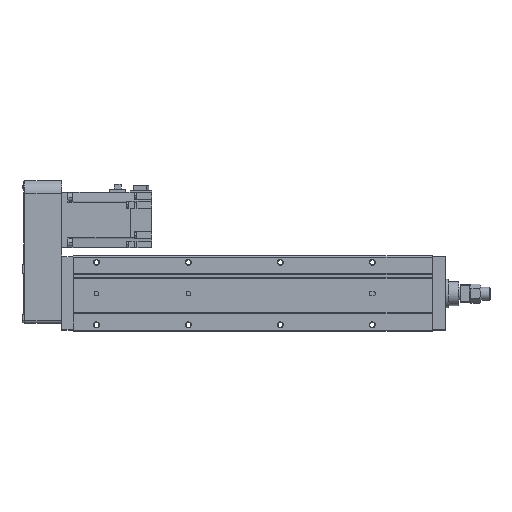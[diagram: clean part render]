
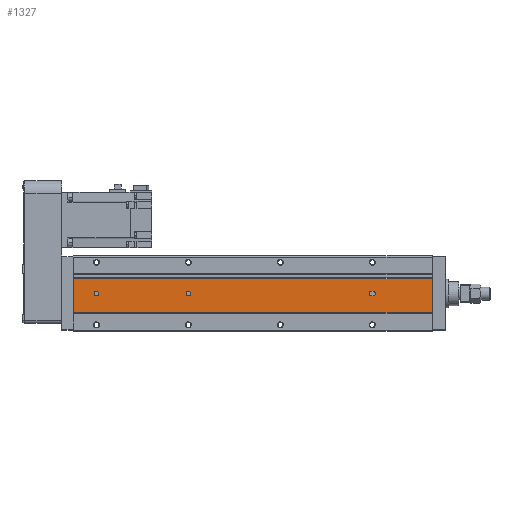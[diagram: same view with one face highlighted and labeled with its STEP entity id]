
A CAD part, front view. The second image highlights one B-rep face of the part: STEP entity #1327.
In plain terms, the highlighted planar face has unit normal (0, -1, 0).
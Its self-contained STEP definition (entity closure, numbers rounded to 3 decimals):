
#112 = DIRECTION ( 'NONE',  ( 0., -1., 0. ) ) ;
#224 = CARTESIAN_POINT ( 'NONE',  ( 390., 1., 16.4 ) ) ;
#247 = CARTESIAN_POINT ( 'NONE',  ( 324., 1., 0. ) ) ;
#494 = EDGE_CURVE ( 'NONE', #902, #659, #24995, .T. ) ;
#659 = VERTEX_POINT ( 'NONE', #18304 ) ;
#902 = VERTEX_POINT ( 'NONE', #23406 ) ;
#916 = EDGE_LOOP ( 'NONE', ( #25246, #26809, #19299, #13302 ) ) ;
#1167 = CARTESIAN_POINT ( 'NONE',  ( 0., 1., -21. ) ) ;
#1327 = ADVANCED_FACE ( 'NONE', ( #1991, #17029, #21441, #20881 ), #25571, .F. ) ;
#1626 = DIRECTION ( 'NONE',  ( 0., -1., 0. ) ) ;
#1730 = ORIENTED_EDGE ( 'NONE', *, *, #10731, .F. ) ;
#1961 = AXIS2_PLACEMENT_3D ( 'NONE', #19791, #7099, #7231 ) ;
#1991 = FACE_OUTER_BOUND ( 'NONE', #8837, .T. ) ;
#2480 = CIRCLE ( 'NONE', #16568, 2.5 ) ;
#2545 = DIRECTION ( 'NONE',  ( 1., 0., 0. ) ) ;
#2964 = AXIS2_PLACEMENT_3D ( 'NONE', #4535, #12830, #17508 ) ;
#3836 = VECTOR ( 'NONE', #6729, 1000. ) ;
#4038 = DIRECTION ( 'NONE',  ( -1., 0., 0. ) ) ;
#4535 = CARTESIAN_POINT ( 'NONE',  ( 25., 1., 0. ) ) ;
#4880 = EDGE_CURVE ( 'NONE', #21680, #12963, #16551, .T. ) ;
#5897 = EDGE_CURVE ( 'NONE', #659, #902, #23473, .T. ) ;
#5937 = VERTEX_POINT ( 'NONE', #18635 ) ;
#6115 = LINE ( 'NONE', #22940, #7951 ) ;
#6467 = DIRECTION ( 'NONE',  ( 0., 0., 1. ) ) ;
#6469 = ORIENTED_EDGE ( 'NONE', *, *, #7782, .T. ) ;
#6729 = DIRECTION ( 'NONE',  ( 0., 0., -1. ) ) ;
#6739 = CARTESIAN_POINT ( 'NONE',  ( 125., 1., 0. ) ) ;
#7027 = VECTOR ( 'NONE', #19827, 1000. ) ;
#7099 = DIRECTION ( 'NONE',  ( 0., -1., 0. ) ) ;
#7102 = DIRECTION ( 'NONE',  ( -1., 0., 0. ) ) ;
#7231 = DIRECTION ( 'NONE',  ( 0., 0., 1. ) ) ;
#7255 = CIRCLE ( 'NONE', #1961, 2.5 ) ;
#7335 = DIRECTION ( 'NONE',  ( 0., -1., 0. ) ) ;
#7399 = ORIENTED_EDGE ( 'NONE', *, *, #23950, .F. ) ;
#7782 = EDGE_CURVE ( 'NONE', #27272, #25225, #9069, .T. ) ;
#7892 = ORIENTED_EDGE ( 'NONE', *, *, #26482, .T. ) ;
#7951 = VECTOR ( 'NONE', #4038, 1000. ) ;
#8561 = EDGE_CURVE ( 'NONE', #24623, #25225, #6115, .T. ) ;
#8615 = CARTESIAN_POINT ( 'NONE',  ( 390., 1., 16.4 ) ) ;
#8832 = EDGE_CURVE ( 'NONE', #26923, #24623, #9545, .T. ) ;
#8837 = EDGE_LOOP ( 'NONE', ( #6469, #24878, #24936, #7892 ) ) ;
#8944 = AXIS2_PLACEMENT_3D ( 'NONE', #13693, #7335, #15756 ) ;
#9069 = LINE ( 'NONE', #23290, #3836 ) ;
#9478 = CARTESIAN_POINT ( 'NONE',  ( 326., 1., 2.5 ) ) ;
#9545 = LINE ( 'NONE', #17957, #15426 ) ;
#9852 = CARTESIAN_POINT ( 'NONE',  ( 324., 1., -2.5 ) ) ;
#9978 = CARTESIAN_POINT ( 'NONE',  ( 125., 1., -2.5 ) ) ;
#9981 = AXIS2_PLACEMENT_3D ( 'NONE', #8615, #10689, #2545 ) ;
#10473 = CARTESIAN_POINT ( 'NONE',  ( 390., 1., -21. ) ) ;
#10689 = DIRECTION ( 'NONE',  ( 0., 1., 0. ) ) ;
#10731 = EDGE_CURVE ( 'NONE', #5937, #22551, #2480, .T. ) ;
#11317 = ORIENTED_EDGE ( 'NONE', *, *, #494, .F. ) ;
#11423 = LINE ( 'NONE', #21630, #7027 ) ;
#12830 = DIRECTION ( 'NONE',  ( 0., -1., 0. ) ) ;
#12846 = EDGE_LOOP ( 'NONE', ( #11317, #25703 ) ) ;
#12963 = VERTEX_POINT ( 'NONE', #9852 ) ;
#13302 = ORIENTED_EDGE ( 'NONE', *, *, #21898, .F. ) ;
#13693 = CARTESIAN_POINT ( 'NONE',  ( 25., 1., 0. ) ) ;
#13911 = CARTESIAN_POINT ( 'NONE',  ( 326., 1., 0. ) ) ;
#15184 = CARTESIAN_POINT ( 'NONE',  ( 0., 1., 16.4 ) ) ;
#15426 = VECTOR ( 'NONE', #26362, 1000. ) ;
#15520 = CARTESIAN_POINT ( 'NONE',  ( 390., 1., 2.5 ) ) ;
#15756 = DIRECTION ( 'NONE',  ( 0., 0., 1. ) ) ;
#16551 = CIRCLE ( 'NONE', #25809, 2.5 ) ;
#16568 = AXIS2_PLACEMENT_3D ( 'NONE', #6739, #18892, #6467 ) ;
#17029 = FACE_BOUND ( 'NONE', #916, .T. ) ;
#17082 = DIRECTION ( 'NONE',  ( 0., 0., 1. ) ) ;
#17092 = LINE ( 'NONE', #17229, #19400 ) ;
#17229 = CARTESIAN_POINT ( 'NONE',  ( 390., 1., 16.4 ) ) ;
#17508 = DIRECTION ( 'NONE',  ( 0., 0., 1. ) ) ;
#17957 = CARTESIAN_POINT ( 'NONE',  ( 390., 1., 16.4 ) ) ;
#18304 = CARTESIAN_POINT ( 'NONE',  ( 25., 1., 2.5 ) ) ;
#18635 = CARTESIAN_POINT ( 'NONE',  ( 125., 1., 2.5 ) ) ;
#18892 = DIRECTION ( 'NONE',  ( 0., -1., 0. ) ) ;
#19299 = ORIENTED_EDGE ( 'NONE', *, *, #25185, .F. ) ;
#19400 = VECTOR ( 'NONE', #27284, 1000. ) ;
#19791 = CARTESIAN_POINT ( 'NONE',  ( 125., 1., 0. ) ) ;
#19827 = DIRECTION ( 'NONE',  ( 1., 0., 0. ) ) ;
#20881 = FACE_BOUND ( 'NONE', #24339, .T. ) ;
#21441 = FACE_BOUND ( 'NONE', #12846, .T. ) ;
#21630 = CARTESIAN_POINT ( 'NONE',  ( 390., 1., -2.5 ) ) ;
#21680 = VERTEX_POINT ( 'NONE', #26181 ) ;
#21755 = CARTESIAN_POINT ( 'NONE',  ( 326., 1., -2.5 ) ) ;
#21898 = EDGE_CURVE ( 'NONE', #23628, #24703, #24838, .T. ) ;
#22320 = DIRECTION ( 'NONE',  ( 0., 0., 1. ) ) ;
#22551 = VERTEX_POINT ( 'NONE', #9978 ) ;
#22940 = CARTESIAN_POINT ( 'NONE',  ( 390., 1., -21. ) ) ;
#23290 = CARTESIAN_POINT ( 'NONE',  ( 0., 1., 16.4 ) ) ;
#23406 = CARTESIAN_POINT ( 'NONE',  ( 25., 1., -2.5 ) ) ;
#23473 = CIRCLE ( 'NONE', #8944, 2.5 ) ;
#23628 = VERTEX_POINT ( 'NONE', #21755 ) ;
#23950 = EDGE_CURVE ( 'NONE', #22551, #5937, #7255, .T. ) ;
#24339 = EDGE_LOOP ( 'NONE', ( #7399, #1730 ) ) ;
#24623 = VERTEX_POINT ( 'NONE', #10473 ) ;
#24703 = VERTEX_POINT ( 'NONE', #9478 ) ;
#24838 = CIRCLE ( 'NONE', #26573, 2.5 ) ;
#24878 = ORIENTED_EDGE ( 'NONE', *, *, #8561, .F. ) ;
#24936 = ORIENTED_EDGE ( 'NONE', *, *, #8832, .F. ) ;
#24995 = CIRCLE ( 'NONE', #2964, 2.5 ) ;
#25185 = EDGE_CURVE ( 'NONE', #24703, #21680, #26000, .T. ) ;
#25225 = VERTEX_POINT ( 'NONE', #1167 ) ;
#25246 = ORIENTED_EDGE ( 'NONE', *, *, #26016, .F. ) ;
#25571 = PLANE ( 'NONE',  #9981 ) ;
#25703 = ORIENTED_EDGE ( 'NONE', *, *, #5897, .F. ) ;
#25809 = AXIS2_PLACEMENT_3D ( 'NONE', #247, #112, #17082 ) ;
#26000 = LINE ( 'NONE', #15520, #26244 ) ;
#26016 = EDGE_CURVE ( 'NONE', #12963, #23628, #11423, .T. ) ;
#26181 = CARTESIAN_POINT ( 'NONE',  ( 324., 1., 2.5 ) ) ;
#26244 = VECTOR ( 'NONE', #7102, 1000. ) ;
#26362 = DIRECTION ( 'NONE',  ( 0., 0., -1. ) ) ;
#26482 = EDGE_CURVE ( 'NONE', #26923, #27272, #17092, .T. ) ;
#26573 = AXIS2_PLACEMENT_3D ( 'NONE', #13911, #1626, #22320 ) ;
#26809 = ORIENTED_EDGE ( 'NONE', *, *, #4880, .F. ) ;
#26923 = VERTEX_POINT ( 'NONE', #224 ) ;
#27272 = VERTEX_POINT ( 'NONE', #15184 ) ;
#27284 = DIRECTION ( 'NONE',  ( -1., 0., 0. ) ) ;
